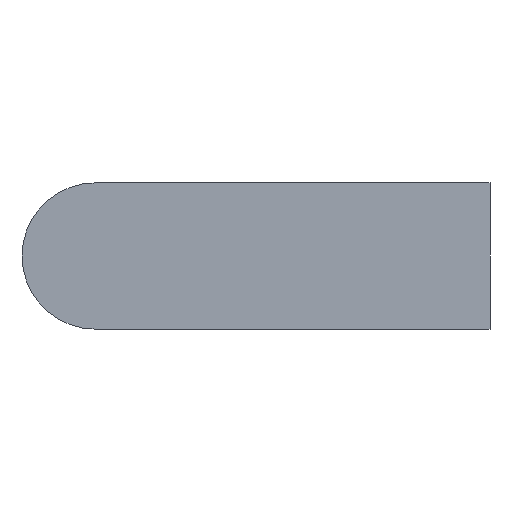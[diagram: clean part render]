
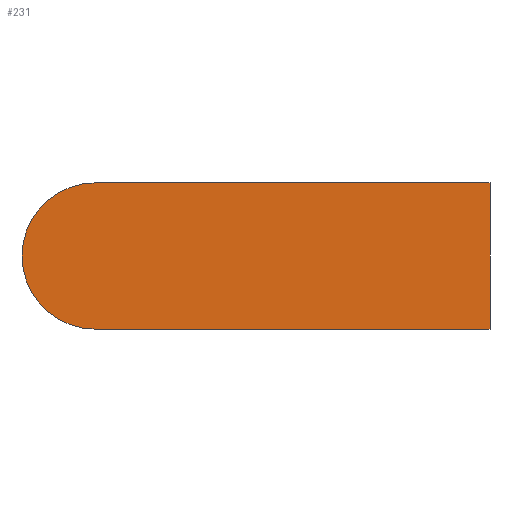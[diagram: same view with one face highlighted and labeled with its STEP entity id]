
A CAD part, left-side view. The second image highlights one B-rep face of the part: STEP entity #231.
In plain terms, the highlighted planar face has unit normal (-1, 0, 0).
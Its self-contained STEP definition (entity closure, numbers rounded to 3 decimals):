
#24=FACE_OUTER_BOUND('',#38,.T.);
#38=EDGE_LOOP('',(#178,#179,#180,#181));
#47=CIRCLE('',#263,12.5);
#55=LINE('',#355,#83);
#59=LINE('',#364,#87);
#61=LINE('',#367,#89);
#83=VECTOR('',#289,10.);
#87=VECTOR('',#299,10.);
#89=VECTOR('',#303,10.);
#112=VERTEX_POINT('',#353);
#113=VERTEX_POINT('',#354);
#114=VERTEX_POINT('',#359);
#115=VERTEX_POINT('',#363);
#132=EDGE_CURVE('',#112,#113,#55,.T.);
#135=EDGE_CURVE('',#113,#114,#47,.T.);
#137=EDGE_CURVE('',#114,#115,#59,.T.);
#139=EDGE_CURVE('',#115,#112,#61,.T.);
#178=ORIENTED_EDGE('',*,*,#132,.F.);
#179=ORIENTED_EDGE('',*,*,#139,.F.);
#180=ORIENTED_EDGE('',*,*,#137,.F.);
#181=ORIENTED_EDGE('',*,*,#135,.F.);
#218=PLANE('',#266);
#231=ADVANCED_FACE('',(#24),#218,.F.);
#263=AXIS2_PLACEMENT_3D('',#360,#294,#295);
#266=AXIS2_PLACEMENT_3D('',#368,#304,#305);
#289=DIRECTION('',(0.,1.,0.));
#294=DIRECTION('center_axis',(1.,0.,0.));
#295=DIRECTION('ref_axis',(0.,0.,1.));
#299=DIRECTION('',(0.,-1.,0.));
#303=DIRECTION('',(0.,0.,-1.));
#304=DIRECTION('center_axis',(1.,0.,0.));
#305=DIRECTION('ref_axis',(0.,0.,-1.));
#353=CARTESIAN_POINT('',(-35.,0.,-12.5));
#354=CARTESIAN_POINT('',(-35.,67.5,-12.5));
#355=CARTESIAN_POINT('',(-35.,67.5,-12.5));
#359=CARTESIAN_POINT('',(-35.,67.5,12.5));
#360=CARTESIAN_POINT('Origin',(-35.,67.5,0.));
#363=CARTESIAN_POINT('',(-35.,0.,12.5));
#364=CARTESIAN_POINT('',(-35.,0.,12.5));
#367=CARTESIAN_POINT('',(-35.,0.,-12.5));
#368=CARTESIAN_POINT('Origin',(-35.,37.702,0.));
